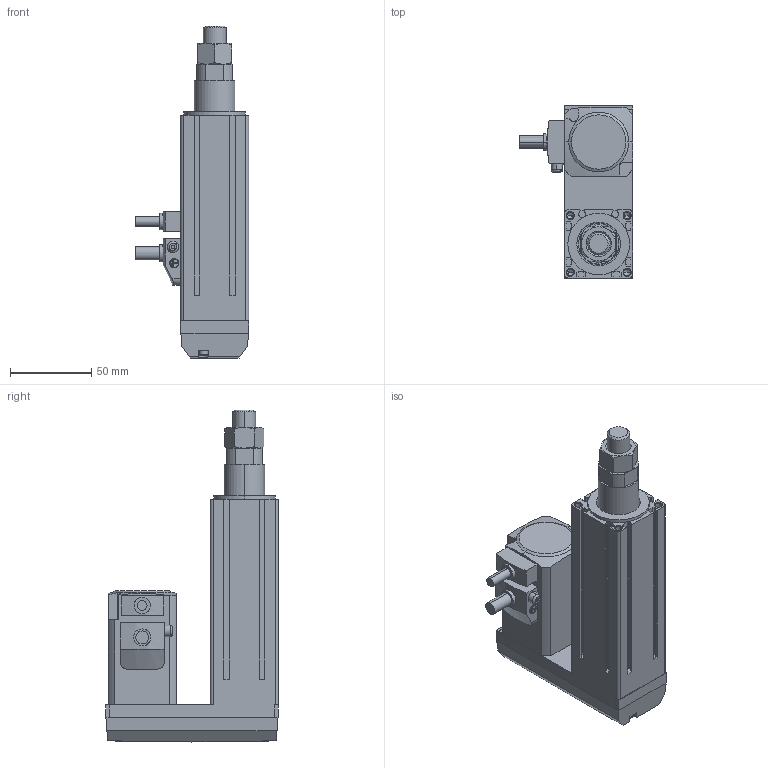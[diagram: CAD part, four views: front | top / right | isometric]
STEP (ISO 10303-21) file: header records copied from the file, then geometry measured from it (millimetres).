
FILE_DESCRIPTION (( 'STEP AP203' ), '1' );
FILE_NAME ('EACM4RD05AZAK.step', '2015-07-08T08:47:49', ( 'om' ), ( 'Hewlett-Packard Company' ), 'SwSTEP 2.0', 'SolidWorks 2014', '' );
FILE_SCHEMA (( 'CONFIG_CONTROL_DESIGN' ));
Length unit declared in the file: millimetre
Products named in the file (5): EACM4RD05AZAK_BASE; EACM4RD05AZAK_Rod; EACM4RD05AZAK_Motor; EACM4RD05AZAK_Nut; EACM4RD05AZAK
Assembly tree (4 placements, depth 2):
  EACM4RD05AZAK
    EACM4RD05AZAK_Motor
    EACM4RD05AZAK_BASE
    EACM4RD05AZAK_Rod
    EACM4RD05AZAK_Nut
Bounding box: 70 x 106.55 x 204.8 mm (x, y, z)
Volume: 443624.8 mm3; surface area: 89326.6 mm2
Topology: 4 solids, 4 shells, 378 faces, 949 edges, 599 vertices
Faces by surface type: plane 217, cylinder 99, cone 52, torus 7, sphere 2, bspline 1
Entity records: 12046 total; most frequent: CARTESIAN_POINT 2431, DIRECTION 1914, ORIENTED_EDGE 1866, EDGE_CURVE 933, AXIS2_PLACEMENT_3D 642, LINE 630, VECTOR 630, VERTEX_POINT 599
